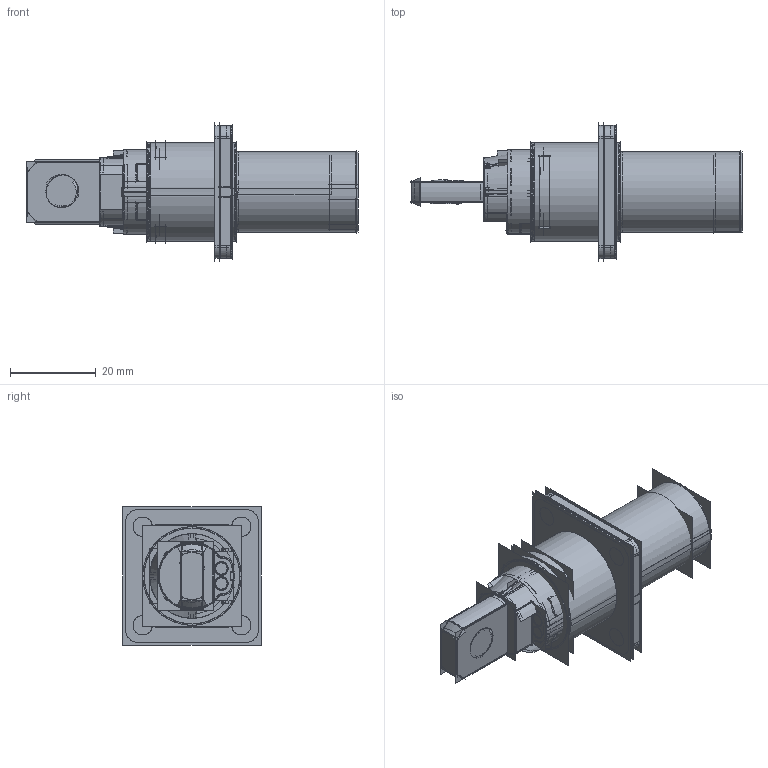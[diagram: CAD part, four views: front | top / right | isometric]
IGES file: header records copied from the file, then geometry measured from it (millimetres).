
Start section:  PTC IGES file: hvbi-003r8-xmh8x-xx_asm.igs
Global section: file name: hvbi-003r8-xmh8x-xx_asm.igs; native system: Creo Parametric by Parametric Technology Corporation; preprocessor: 2013230; author: roy.qu; organization: Unknown; date: 20161012.114229; units: millimetre
Bounding box: 77.39 x 32.24 x 32.24 mm (x, y, z)
Surface area: 39538.1 mm2 (no closed solid volume)
Topology: 0 solids, 0 shells, 1976 faces, 28858 edges, 37528 vertices
Faces by surface type: bspline 1370, revolution 606
